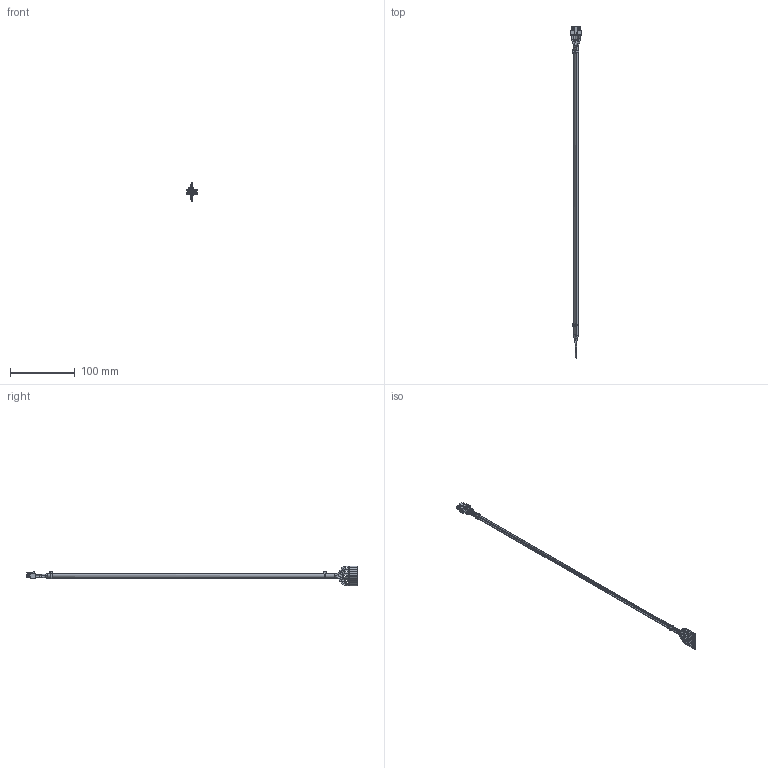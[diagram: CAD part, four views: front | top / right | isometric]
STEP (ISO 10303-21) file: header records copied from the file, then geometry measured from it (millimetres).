
FILE_DESCRIPTION(/* description */ (''),/* implementation_level */ '2;1');
FILE_NAME(/* name */ 'ECM302510RW.stp',/* time_stamp */ '2025-10-21T14:18:17-05:00',/* author */ ('mroman'),/* organization */ (''),/* preprocessor_version */ 'ST-DEVELOPER v18.1',/* originating_system */ 'Autodesk Inventor 2022',/* authorisation */ '');
FILE_SCHEMA (('AUTOMOTIVE_DESIGN { 1 0 10303 214 3 1 1 }'));
Products named in the file (1): ECM302510RW
Bounding box: 16 x 514 x 29.92 mm (x, y, z)
Volume: 10794.9 mm3; surface area: 28687.1 mm2
Topology: 3 solids, 3 shells, 3123 faces, 8412 edges, 5252 vertices
Faces by surface type: plane 1558, cylinder 1098, bspline 218, torus 217, sphere 16, cone 16
Full cylindrical faces by diameter (mm): 0.4 x80, 0.762 x10, 1.575 x61
Entity records: 108038 total; most frequent: CARTESIAN_POINT 28956, ORIENTED_EDGE 16836, DIRECTION 16346, EDGE_CURVE 8418, LINE 5454, VECTOR 5454, AXIS2_PLACEMENT_3D 5446, VERTEX_POINT 5253
